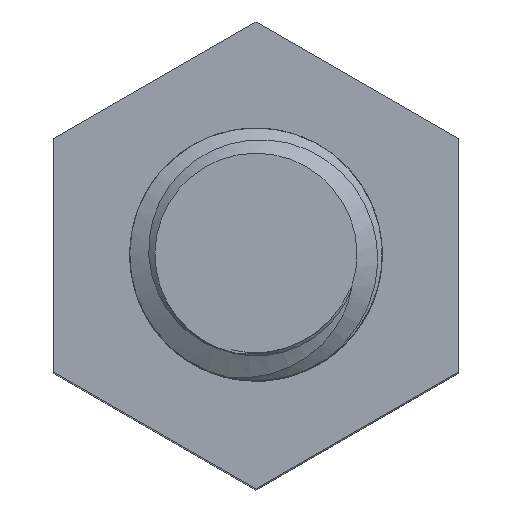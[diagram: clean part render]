
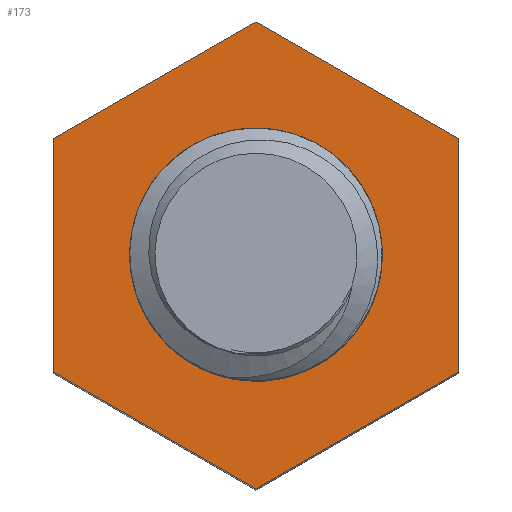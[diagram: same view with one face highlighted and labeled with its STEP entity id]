
A CAD part, top view. The second image highlights one B-rep face of the part: STEP entity #173.
In plain terms, the highlighted planar face has unit normal (0, 0, 1).
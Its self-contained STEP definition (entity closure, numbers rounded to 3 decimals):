
#173=ADVANCED_FACE('',(#7490,#7492),#7494,.T.);
#7490=FACE_BOUND('',#7491,.T.);
#7491=EDGE_LOOP('',(#15499,#15500,#15501,#15502,#15503,#15504));
#7492=FACE_BOUND('',#7493,.T.);
#7493=EDGE_LOOP('',(#15505));
#7494=PLANE('',#7495);
#7495=AXIS2_PLACEMENT_3D('',#7496,#7497,#7498);
#7496=CARTESIAN_POINT('',(0.,0.,8.));
#7497=DIRECTION('',(0.,0.,1.));
#7498=DIRECTION('',(-1.,0.,0.));
#15499=ORIENTED_EDGE('',*,*,#15719,.T.);
#15500=ORIENTED_EDGE('',*,*,#15717,.T.);
#15501=ORIENTED_EDGE('',*,*,#15715,.T.);
#15502=ORIENTED_EDGE('',*,*,#15713,.T.);
#15503=ORIENTED_EDGE('',*,*,#15711,.T.);
#15504=ORIENTED_EDGE('',*,*,#15709,.T.);
#15505=ORIENTED_EDGE('',*,*,#15720,.F.);
#15709=EDGE_CURVE('',#15882,#15880,#15883,.T.);
#15711=EDGE_CURVE('',#15885,#15882,#15886,.T.);
#15713=EDGE_CURVE('',#15888,#15885,#15889,.T.);
#15715=EDGE_CURVE('',#15891,#15888,#15892,.T.);
#15717=EDGE_CURVE('',#15894,#15891,#15895,.T.);
#15719=EDGE_CURVE('',#15880,#15894,#15897,.T.);
#15720=EDGE_CURVE('',#15898,#15898,#15899,.F.);
#15880=VERTEX_POINT('',#18570);
#15882=VERTEX_POINT('',#18574);
#15883=LINE('',#18575,#18576);
#15885=VERTEX_POINT('',#18581);
#15886=LINE('',#18582,#18583);
#15888=VERTEX_POINT('',#18588);
#15889=LINE('',#18589,#18590);
#15891=VERTEX_POINT('',#18595);
#15892=LINE('',#18596,#18597);
#15894=VERTEX_POINT('',#18602);
#15895=LINE('',#18603,#18604);
#15897=LINE('',#18609,#18610);
#15898=VERTEX_POINT('',#18612);
#15899=CIRCLE('',#18613,0.95);
#18570=CARTESIAN_POINT('',(0.,-2.309,8.));
#18574=CARTESIAN_POINT('',(-2.,-1.155,8.));
#18575=CARTESIAN_POINT('',(-2.,-1.155,8.));
#18576=VECTOR('',#18577,1.);
#18577=DIRECTION('',(0.866,-0.5,0.));
#18581=CARTESIAN_POINT('',(-2.,1.155,8.));
#18582=CARTESIAN_POINT('',(-2.,1.155,8.));
#18583=VECTOR('',#18584,1.);
#18584=DIRECTION('',(0.,-1.,0.));
#18588=CARTESIAN_POINT('',(0.,2.309,8.));
#18589=CARTESIAN_POINT('',(0.,2.309,8.));
#18590=VECTOR('',#18591,1.);
#18591=DIRECTION('',(-0.866,-0.5,0.));
#18595=CARTESIAN_POINT('',(2.,1.155,8.));
#18596=CARTESIAN_POINT('',(2.,1.155,8.));
#18597=VECTOR('',#18598,1.);
#18598=DIRECTION('',(-0.866,0.5,0.));
#18602=CARTESIAN_POINT('',(2.,-1.155,8.));
#18603=CARTESIAN_POINT('',(2.,-1.155,8.));
#18604=VECTOR('',#18605,1.);
#18605=DIRECTION('',(0.,1.,0.));
#18609=CARTESIAN_POINT('',(0.,-2.309,8.));
#18610=VECTOR('',#18611,1.);
#18611=DIRECTION('',(0.866,0.5,0.));
#18612=CARTESIAN_POINT('',(0.,0.95,8.));
#18613=AXIS2_PLACEMENT_3D('',#18614,#18615,#18616);
#18614=CARTESIAN_POINT('',(0.,0.,8.));
#18615=DIRECTION('',(-0.,-0.,-1.));
#18616=DIRECTION('',(0.,1.,0.));
